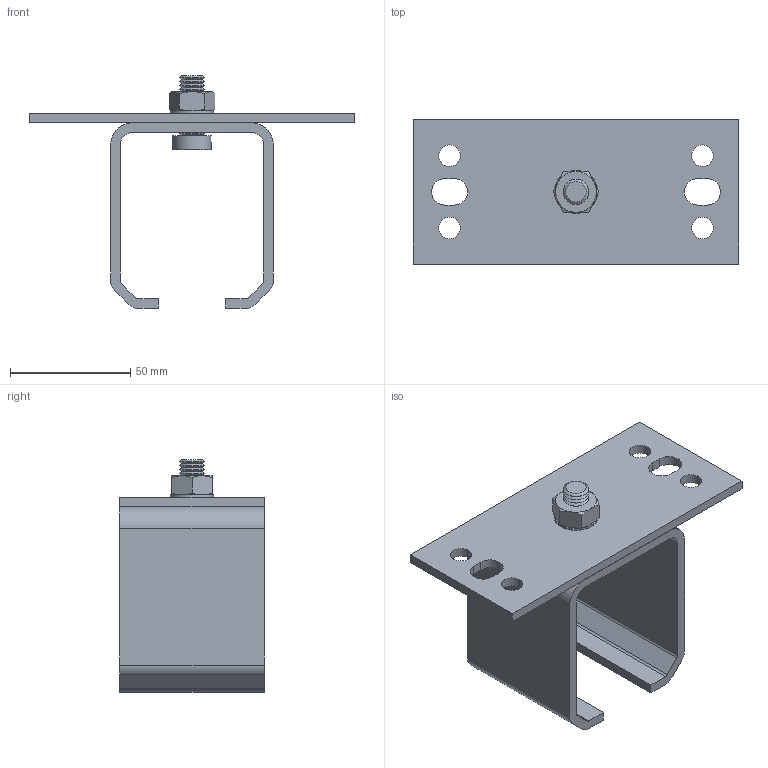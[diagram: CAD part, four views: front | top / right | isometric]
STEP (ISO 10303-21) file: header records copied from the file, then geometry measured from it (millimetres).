
FILE_DESCRIPTION( ( 'STEP AP214' ), '1' );
FILE_NAME( ' ', ' ', ( ' ' ), ( ' ' ), 'PSStep 11.0', 'VISI 17.0', ' ' );
FILE_SCHEMA( ( 'AUTOMOTIVE_DESIGN { 1 0 10303 214 1 1 1 1 }' ) );
Length unit declared in the file: millimetre
Products named in the file (5): 1; 2; 3; 4; 5
Bounding box: 135 x 60 x 96.51 mm (x, y, z)
Volume: 88478.2 mm3; surface area: 50591 mm2
Topology: 5 solids, 5 shells, 183 faces, 459 edges, 287 vertices
Faces by surface type: plane 77, cone 60, cylinder 46
Full cylindrical faces by diameter (mm): 9 x4, 16 x1, 18 x1
Entity records: 6871 total; most frequent: CARTESIAN_POINT 1052, DIRECTION 912, ORIENTED_EDGE 822, EDGE_CURVE 411, AXIS2_PLACEMENT_3D 345, VERTEX_POINT 285, EDGE_LOOP 250, LINE 222
